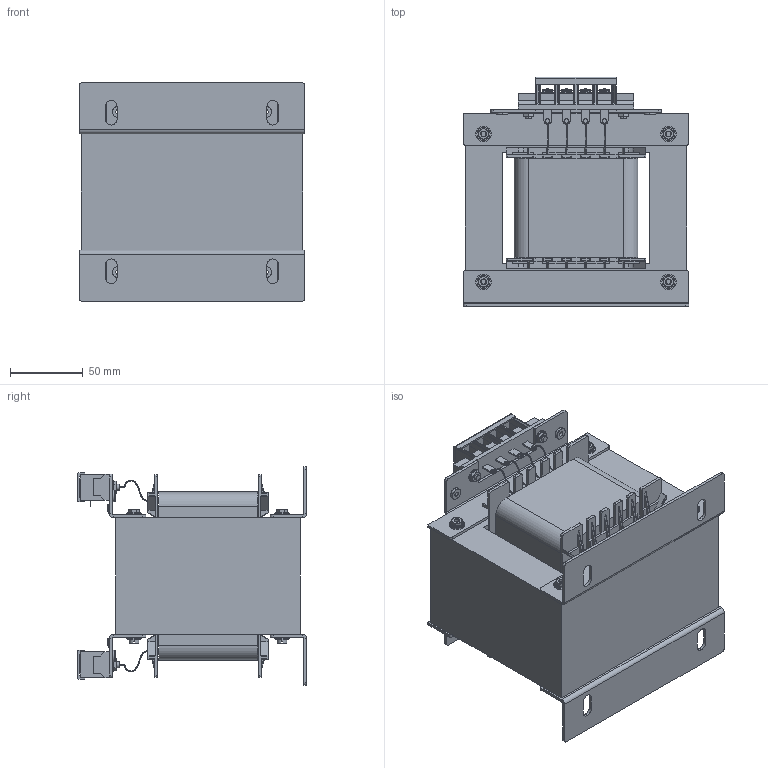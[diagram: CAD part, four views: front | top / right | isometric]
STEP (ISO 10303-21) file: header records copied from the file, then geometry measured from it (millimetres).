
FILE_DESCRIPTION (( 'STEP AP214' ), '1' );
FILE_NAME ('9509 STEP.STEP', '2025-04-12T05:10:07', ( '' ), ( '' ), 'SwSTEP 2.0', 'SolidWorks 2022', '' );
FILE_SCHEMA (( 'AUTOMOTIVE_DESIGN' ));
Length unit declared in the file: millimetre
Products named in the file (1): 9509 STEP
Bounding box: 155 x 157.6 x 150 mm (x, y, z)
Volume: 1729164.5 mm3; surface area: 348694.5 mm2
Topology: 66 solids, 66 shells, 3375 faces, 8596 edges, 5310 vertices
Faces by surface type: plane 2039, cylinder 742, bspline 256, torus 172, cone 146, sphere 20
Entity records: 149814 total; most frequent: CARTESIAN_POINT 33432, ORIENTED_EDGE 17000, DIRECTION 15030, EDGE_CURVE 8500, VECTOR 5562, LINE 5562, VERTEX_POINT 5310, AXIS2_PLACEMENT_3D 4734
